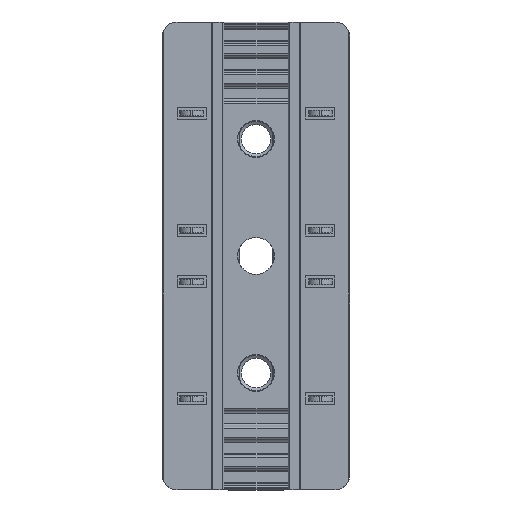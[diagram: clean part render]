
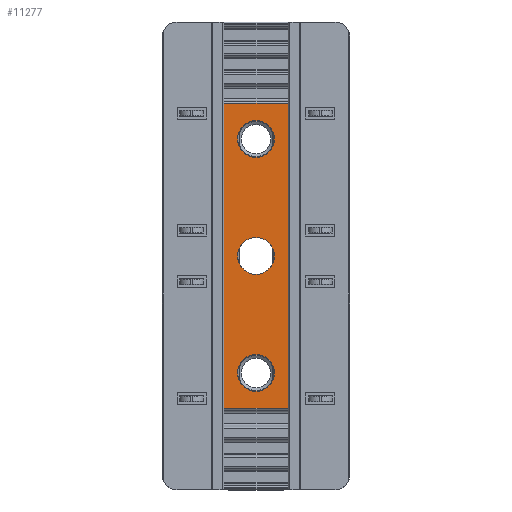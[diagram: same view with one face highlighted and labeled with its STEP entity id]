
A CAD part, top view. The second image highlights one B-rep face of the part: STEP entity #11277.
In plain terms, the highlighted planar face has unit normal (0, 0, 1).
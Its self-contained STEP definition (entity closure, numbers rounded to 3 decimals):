
#115 = VERTEX_POINT ( 'NONE', #10575 ) ;
#260 = DIRECTION ( 'NONE',  ( -1., 0., 0. ) ) ;
#340 = AXIS2_PLACEMENT_3D ( 'NONE', #12509, #4939, #13759 ) ;
#379 = CARTESIAN_POINT ( 'NONE',  ( 0., 0., 2. ) ) ;
#804 = EDGE_LOOP ( 'NONE', ( #8983 ) ) ;
#1654 = DIRECTION ( 'NONE',  ( -1., 0., 0. ) ) ;
#1860 = EDGE_CURVE ( 'NONE', #10219, #10219, #11745, .T. ) ;
#2107 = ORIENTED_EDGE ( 'NONE', *, *, #9412, .T. ) ;
#2140 = AXIS2_PLACEMENT_3D ( 'NONE', #10173, #2573, #11431 ) ;
#2200 = EDGE_CURVE ( 'NONE', #7567, #12772, #9169, .T. ) ;
#2294 = CARTESIAN_POINT ( 'NONE',  ( 5.5, -26.066, 2. ) ) ;
#2573 = DIRECTION ( 'NONE',  ( 0., 0., -1. ) ) ;
#3082 = VERTEX_POINT ( 'NONE', #13101 ) ;
#3443 = DIRECTION ( 'NONE',  ( -1., 0., 0. ) ) ;
#4094 = DIRECTION ( 'NONE',  ( 0., -1., 0. ) ) ;
#4406 = VERTEX_POINT ( 'NONE', #9705 ) ;
#4534 = FACE_BOUND ( 'NONE', #6921, .T. ) ;
#4711 = LINE ( 'NONE', #14760, #13203 ) ;
#4939 = DIRECTION ( 'NONE',  ( 0., 0., -1. ) ) ;
#4964 = ORIENTED_EDGE ( 'NONE', *, *, #12382, .T. ) ;
#5180 = EDGE_CURVE ( 'NONE', #15838, #4406, #8898, .T. ) ;
#5400 = PLANE ( 'NONE',  #15554 ) ;
#6184 = VECTOR ( 'NONE', #4094, 1000. ) ;
#6311 = EDGE_LOOP ( 'NONE', ( #8641, #11306, #12247, #14385 ) ) ;
#6921 = EDGE_LOOP ( 'NONE', ( #2107 ) ) ;
#7413 = VECTOR ( 'NONE', #7467, 1000. ) ;
#7462 = EDGE_LOOP ( 'NONE', ( #4964 ) ) ;
#7467 = DIRECTION ( 'NONE',  ( 1., 0., 0. ) ) ;
#7567 = VERTEX_POINT ( 'NONE', #15720 ) ;
#7832 = DIRECTION ( 'NONE',  ( 0., 0., -1. ) ) ;
#7902 = FACE_BOUND ( 'NONE', #7462, .T. ) ;
#8641 = ORIENTED_EDGE ( 'NONE', *, *, #2200, .F. ) ;
#8887 = EDGE_CURVE ( 'NONE', #7567, #4406, #4711, .T. ) ;
#8898 = LINE ( 'NONE', #10269, #11860 ) ;
#8983 = ORIENTED_EDGE ( 'NONE', *, *, #1860, .T. ) ;
#9169 = LINE ( 'NONE', #11678, #6184 ) ;
#9244 = DIRECTION ( 'NONE',  ( 0., 0., -1. ) ) ;
#9412 = EDGE_CURVE ( 'NONE', #115, #115, #9860, .T. ) ;
#9705 = CARTESIAN_POINT ( 'NONE',  ( -5.5, 26.066, 2. ) ) ;
#9860 = CIRCLE ( 'NONE', #14464, 3.15 ) ;
#10173 = CARTESIAN_POINT ( 'NONE',  ( 0., -20., 2. ) ) ;
#10219 = VERTEX_POINT ( 'NONE', #15565 ) ;
#10269 = CARTESIAN_POINT ( 'NONE',  ( -5.5, 40., 2. ) ) ;
#10575 = CARTESIAN_POINT ( 'NONE',  ( -3.15, 0., 2. ) ) ;
#10793 = LINE ( 'NONE', #16304, #7413 ) ;
#10883 = FACE_OUTER_BOUND ( 'NONE', #6311, .T. ) ;
#11053 = EDGE_CURVE ( 'NONE', #15838, #12772, #10793, .T. ) ;
#11277 = ADVANCED_FACE ( 'NONE', ( #7902, #14212, #4534, #10883 ), #5400, .F. ) ;
#11306 = ORIENTED_EDGE ( 'NONE', *, *, #8887, .T. ) ;
#11431 = DIRECTION ( 'NONE',  ( -1., 0., 0. ) ) ;
#11536 = DIRECTION ( 'NONE',  ( 0., 1., 0. ) ) ;
#11678 = CARTESIAN_POINT ( 'NONE',  ( 5.5, -40., 2. ) ) ;
#11745 = CIRCLE ( 'NONE', #340, 3.15 ) ;
#11860 = VECTOR ( 'NONE', #11536, 1000. ) ;
#12247 = ORIENTED_EDGE ( 'NONE', *, *, #5180, .F. ) ;
#12382 = EDGE_CURVE ( 'NONE', #3082, #3082, #15555, .T. ) ;
#12509 = CARTESIAN_POINT ( 'NONE',  ( 0., 20., 2. ) ) ;
#12521 = CARTESIAN_POINT ( 'NONE',  ( -5.5, -26.066, 2. ) ) ;
#12772 = VERTEX_POINT ( 'NONE', #2294 ) ;
#13101 = CARTESIAN_POINT ( 'NONE',  ( -3.15, -20., 2. ) ) ;
#13203 = VECTOR ( 'NONE', #3443, 1000. ) ;
#13759 = DIRECTION ( 'NONE',  ( -1., 0., 0. ) ) ;
#14212 = FACE_BOUND ( 'NONE', #804, .T. ) ;
#14385 = ORIENTED_EDGE ( 'NONE', *, *, #11053, .T. ) ;
#14464 = AXIS2_PLACEMENT_3D ( 'NONE', #15382, #7832, #260 ) ;
#14760 = CARTESIAN_POINT ( 'NONE',  ( 0., 26.066, 2. ) ) ;
#15382 = CARTESIAN_POINT ( 'NONE',  ( 0., 0., 2. ) ) ;
#15554 = AXIS2_PLACEMENT_3D ( 'NONE', #379, #9244, #1654 ) ;
#15555 = CIRCLE ( 'NONE', #2140, 3.15 ) ;
#15565 = CARTESIAN_POINT ( 'NONE',  ( -3.15, 20., 2. ) ) ;
#15720 = CARTESIAN_POINT ( 'NONE',  ( 5.5, 26.066, 2. ) ) ;
#15838 = VERTEX_POINT ( 'NONE', #12521 ) ;
#16304 = CARTESIAN_POINT ( 'NONE',  ( 0., -26.066, 2. ) ) ;
